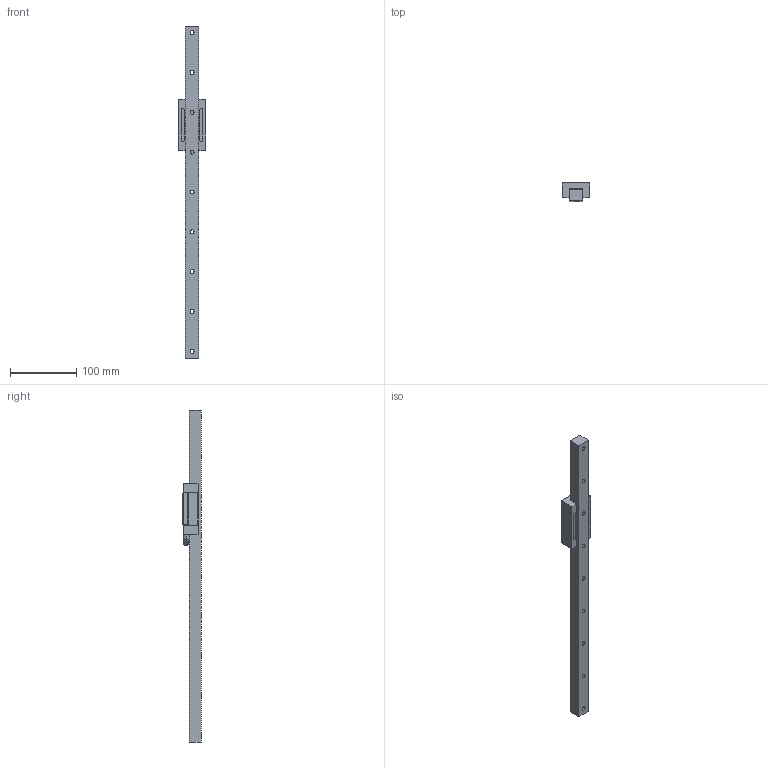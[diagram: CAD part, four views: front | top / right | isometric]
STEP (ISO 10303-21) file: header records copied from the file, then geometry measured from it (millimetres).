
FILE_DESCRIPTION((''),'2;1');
FILE_NAME('BRS20-U0_MISUMI_ASM','2013-03-29T',('SM6131'),(''),'PRO/ENGINEER BY PARAMETRIC TECHNOLOGY CORPORATION, 2009460','PRO/ENGINEER BY PARAMETRIC TECHNOLOGY CORPORATION, 2009460','');
FILE_SCHEMA(('CONFIG_CONTROL_DESIGN'));
Length unit declared in the file: millimetre
Products named in the file (5): BRR20_MISUMI_INST; BRC20-U0; VN-SB-M6-06-01; BRC20-U0_9_ASM; BRS20-U0_MISUMI_ASM
Assembly tree (4 placements, depth 3):
  BRS20-U0_MISUMI_ASM
    BRR20_MISUMI_INST
    BRC20-U0_9_ASM
      BRC20-U0
      VN-SB-M6-06-01
Bounding box: 41.95 x 28.2 x 500 mm (x, y, z)
Volume: 217086 mm3; surface area: 60195.2 mm2
Topology: 3 solids, 11 shells, 218 faces, 534 edges, 340 vertices
Faces by surface type: plane 94, cylinder 81, cone 21, bspline 14, sphere 4, torus 4
Entity records: 7936 total; most frequent: CARTESIAN_POINT 2680, DIRECTION 1090, ORIENTED_EDGE 1028, EDGE_CURVE 522, AXIS2_PLACEMENT_3D 408, VERTEX_POINT 340, VECTOR 274, LINE 274
